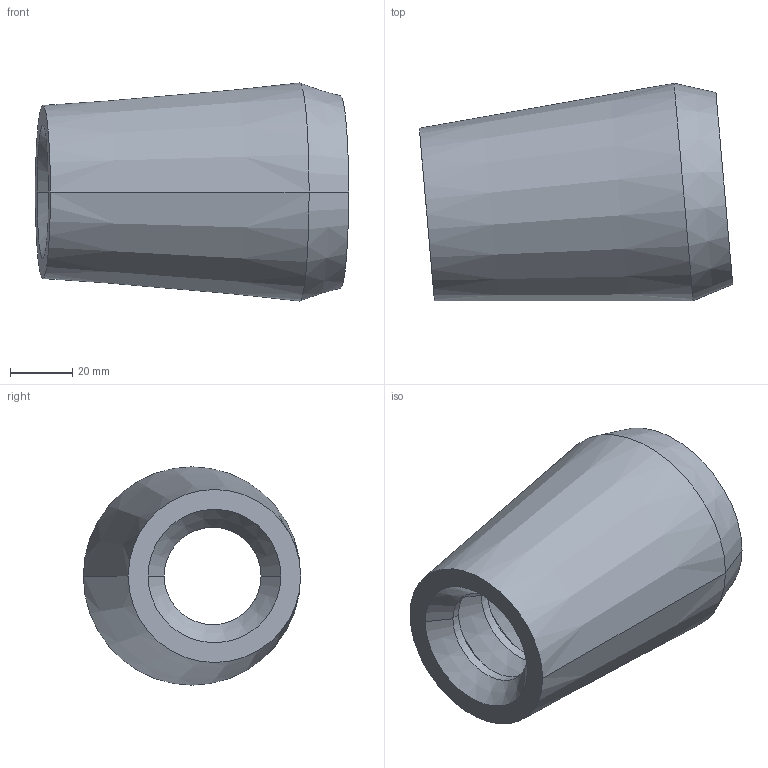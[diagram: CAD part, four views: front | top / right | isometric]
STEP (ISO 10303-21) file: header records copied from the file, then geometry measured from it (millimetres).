
FILE_DESCRIPTION (( 'STEP AP214' ), '1' );
FILE_NAME ('funnel1_printable3.STEP', '2023-09-28T22:47:05', ( '' ), ( '' ), 'SwSTEP 2.0', 'SolidWorks 2023', '' );
FILE_SCHEMA (( 'AUTOMOTIVE_DESIGN' ));
Length unit declared in the file: inch
Products named in the file (1): funnel1_printable3
Bounding box: 100.42 x 69.65 x 69.92 mm (x, y, z)
Volume: 111920.9 mm3; surface area: 44513.3 mm2
Topology: 1 solids, 1 shells, 39 faces, 78 edges, 40 vertices
Faces by surface type: cone 38, plane 1
Entity records: 1015 total; most frequent: DIRECTION 198, CARTESIAN_POINT 158, ORIENTED_EDGE 156, AXIS2_PLACEMENT_3D 80, EDGE_CURVE 78, EDGE_LOOP 40, VERTEX_POINT 40, CIRCLE 40
